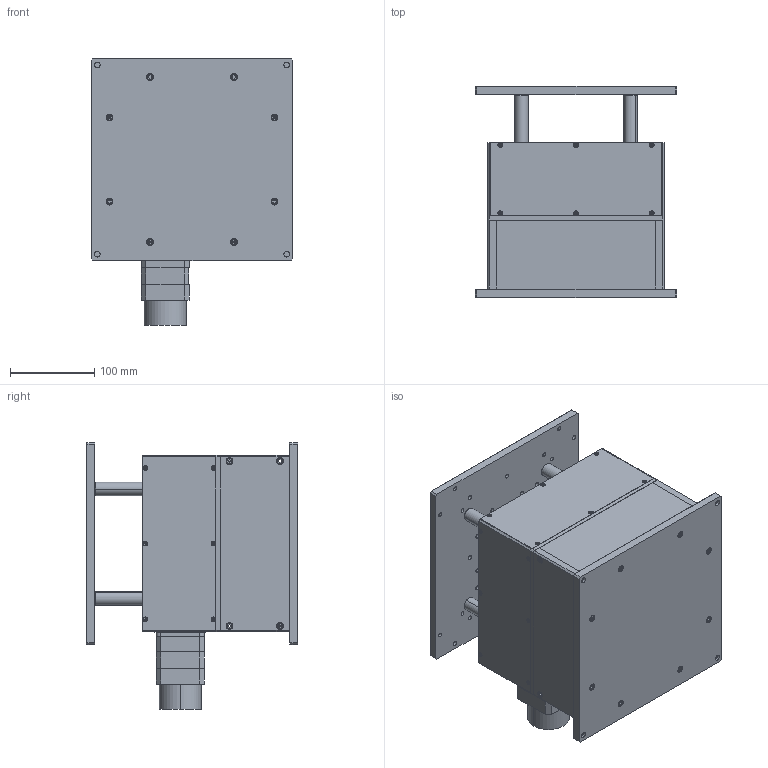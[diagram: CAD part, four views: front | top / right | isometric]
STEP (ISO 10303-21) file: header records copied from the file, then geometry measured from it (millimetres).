
FILE_DESCRIPTION (( 'STEP AP203' ), '1' );
FILE_NAME ('PSAV050-240ZF.step', '2019-05-06T08:28:09', ( '' ), ( '' ), 'SwSTEP 2.0', 'SolidWorks 2017', '' );
FILE_SCHEMA (( 'CONFIG_CONTROL_DESIGN' ));
Length unit declared in the file: millimetre
Products named in the file (1): PSAV050-240ZF
Bounding box: 240 x 251 x 317 mm (x, y, z)
Surface area: 636002.7 mm2 (no closed solid volume)
Topology: 0 solids, 90 shells, 929 faces, 3403 edges, 2527 vertices
Faces by surface type: plane 431, cylinder 289, cone 161, torus 45, bspline 3
Entity records: 36856 total; most frequent: CARTESIAN_POINT 7179, DIRECTION 6458, ORIENTED_EDGE 5098, EDGE_CURVE 3389, VERTEX_POINT 2527, AXIS2_PLACEMENT_3D 2160, LINE 2138, VECTOR 2138
